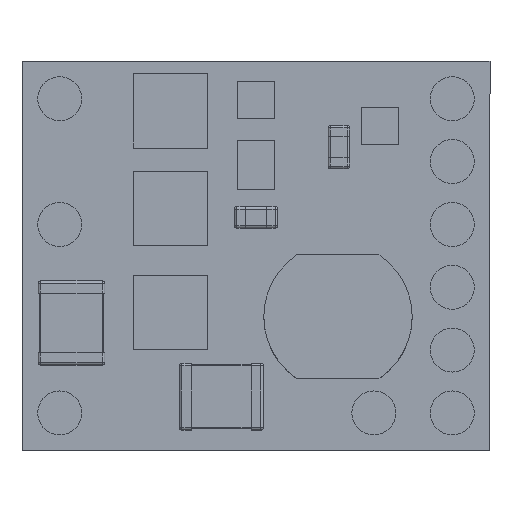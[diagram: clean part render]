
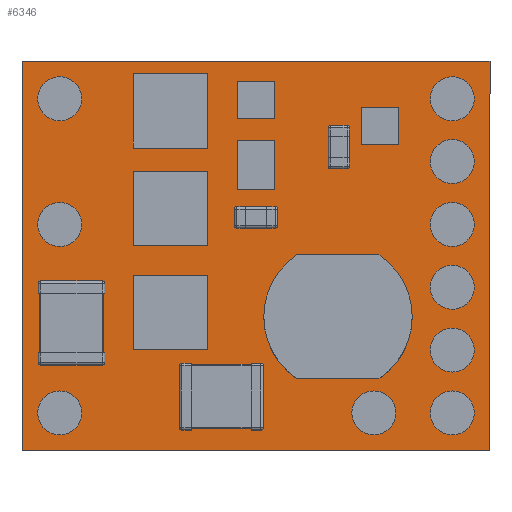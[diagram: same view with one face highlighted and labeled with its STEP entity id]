
A CAD part, top view. The second image highlights one B-rep face of the part: STEP entity #6346.
In plain terms, the highlighted planar face has unit normal (0, 0, 1).
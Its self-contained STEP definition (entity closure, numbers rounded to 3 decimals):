
#6216=CARTESIAN_POINT('',(-9.46,-7.875,2.6));
#6217=VERTEX_POINT('',#6216);
#6218=CARTESIAN_POINT('',(-9.46,7.875,2.6));
#6219=VERTEX_POINT('',#6218);
#6220=CARTESIAN_POINT('',(-9.46,-7.875,2.6));
#6221=DIRECTION('',(0.0,1.0,0.0));
#6222=VECTOR('',#6221,15.75);
#6223=LINE('',#6220,#6222);
#6224=EDGE_CURVE('',#6217,#6219,#6223,.T.);
#6256=CARTESIAN_POINT('',(9.46,7.875,2.6));
#6257=VERTEX_POINT('',#6256);
#6258=CARTESIAN_POINT('',(-9.46,7.875,2.6));
#6259=DIRECTION('',(1.0,0.0,0.0));
#6260=VECTOR('',#6259,18.92);
#6261=LINE('',#6258,#6260);
#6262=EDGE_CURVE('',#6219,#6257,#6261,.T.);
#6287=CARTESIAN_POINT('',(9.46,-7.875,2.6));
#6288=VERTEX_POINT('',#6287);
#6289=CARTESIAN_POINT('',(9.46,7.875,2.6));
#6290=DIRECTION('',(0.0,-1.0,0.0));
#6291=VECTOR('',#6290,15.75);
#6292=LINE('',#6289,#6291);
#6293=EDGE_CURVE('',#6257,#6288,#6292,.T.);
#6318=CARTESIAN_POINT('',(9.46,-7.875,2.6));
#6319=DIRECTION('',(-1.0,0.0,0.0));
#6320=VECTOR('',#6319,18.92);
#6321=LINE('',#6318,#6320);
#6322=EDGE_CURVE('',#6288,#6217,#6321,.T.);
#6335=CARTESIAN_POINT('',(0.,0.,2.6));
#6336=DIRECTION('',(0.0,0.0,1.0));
#6337=DIRECTION('',(1.0,0.0,0.0));
#6338=AXIS2_PLACEMENT_3D('',#6335,#6336,#6337);
#6339=PLANE('',#6338);
#6340=ORIENTED_EDGE('',*,*,#6224,.F.);
#6341=ORIENTED_EDGE('',*,*,#6322,.F.);
#6342=ORIENTED_EDGE('',*,*,#6293,.F.);
#6343=ORIENTED_EDGE('',*,*,#6262,.F.);
#6344=EDGE_LOOP('',(#6340,#6341,#6342,#6343));
#6345=FACE_OUTER_BOUND('',#6344,.T.);
#6346=ADVANCED_FACE('',(#6345),#6339,.T.);
